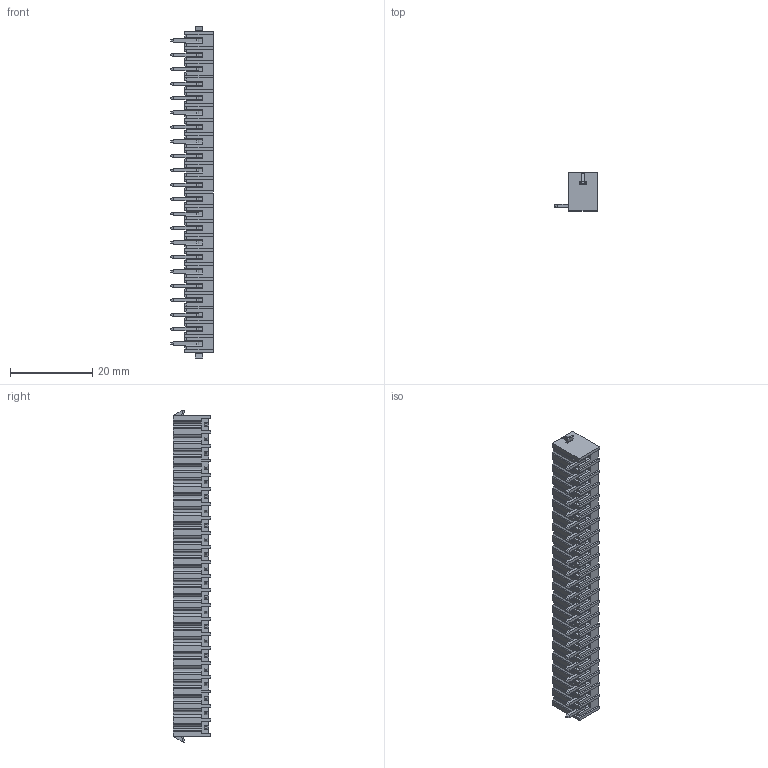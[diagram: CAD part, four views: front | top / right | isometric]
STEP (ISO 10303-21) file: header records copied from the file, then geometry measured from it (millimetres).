
FILE_DESCRIPTION((''),'2;1');
FILE_NAME('PRT0002','2024-10-12T',('sheji'),(''),'PRO/ENGINEER BY PARAMETRIC TECHNOLOGY CORPORATION, 2015240','PRO/ENGINEER BY PARAMETRIC TECHNOLOGY CORPORATION, 2015240','');
FILE_SCHEMA(('CONFIG_CONTROL_DESIGN'));
Length unit declared in the file: millimetre
Products named in the file (1): PRT0002
Bounding box: 10.4 x 9.2 x 80.5 mm (x, y, z)
Volume: 2192.3 mm3; surface area: 6964.7 mm2
Topology: 23 solids, 23 shells, 1392 faces, 3702 edges, 2424 vertices
Faces by surface type: plane 1126, cylinder 222, cone 44
Entity records: 42682 total; most frequent: CARTESIAN_POINT 8024, ORIENTED_EDGE 7404, DIRECTION 6714, EDGE_CURVE 3702, VECTOR 3122, LINE 3122, VERTEX_POINT 2424, AXIS2_PLACEMENT_3D 1796
